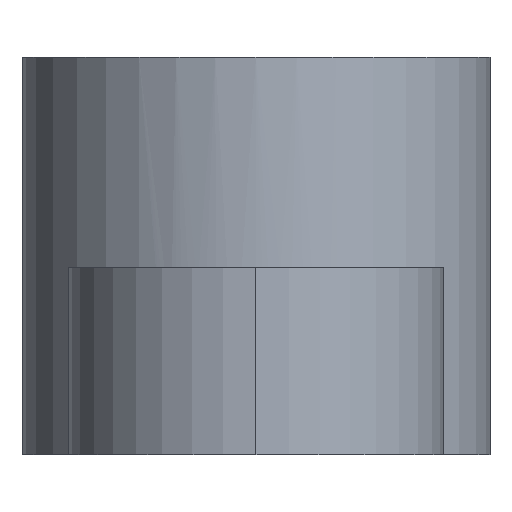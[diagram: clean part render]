
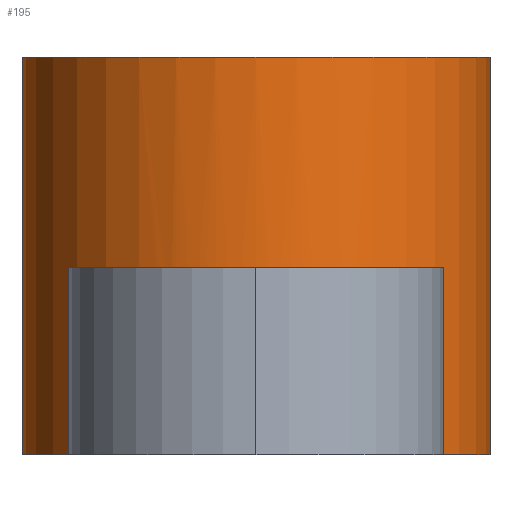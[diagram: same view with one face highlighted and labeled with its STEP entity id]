
A CAD part, left-side view. The second image highlights one B-rep face of the part: STEP entity #195.
In plain terms, the highlighted cylindrical face has radius 5 mm (diameter 10 mm), a full revolution.
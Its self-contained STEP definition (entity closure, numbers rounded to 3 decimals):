
#34=FACE_OUTER_BOUND('',#45,.T.);
#45=EDGE_LOOP('',(#146,#147,#148,#149,#150,#151,#152,#153));
#58=B_SPLINE_CURVE_WITH_KNOTS('',3,(#350,#351,#352,#353,#354,#355,#356,
#357,#358,#359),.UNSPECIFIED.,.F.,.F.,(4,2,2,2,4),(0.61,0.686,
0.763,0.839,0.915),.UNSPECIFIED.);
#59=B_SPLINE_CURVE_WITH_KNOTS('',3,(#361,#362,#363,#364,#365,#366,#367,
#368,#369,#370),.UNSPECIFIED.,.F.,.F.,(4,2,2,2,4),(0.305,0.381,
0.458,0.534,0.61),.UNSPECIFIED.);
#60=B_SPLINE_CURVE_WITH_KNOTS('',3,(#372,#373,#374,#375,#376,#377,#378,
#379,#380,#381,#382,#383,#384,#385,#386,#387,#388,#389,#390),
 .UNSPECIFIED.,.F.,.F.,(4,2,2,2,3,2,2,2,4),(0.915,0.992,
1.068,1.144,1.22,1.297,1.373,
1.449,1.525),.UNSPECIFIED.);
#67=CIRCLE('',#231,5.);
#68=CIRCLE('',#232,5.);
#69=CIRCLE('',#233,5.);
#80=LINE('',#348,#88);
#88=VECTOR('',#273,5.);
#99=VERTEX_POINT('',#343);
#100=VERTEX_POINT('',#344);
#101=VERTEX_POINT('',#347);
#102=VERTEX_POINT('',#349);
#103=VERTEX_POINT('',#360);
#118=EDGE_CURVE('',#99,#100,#67,.T.);
#119=EDGE_CURVE('',#100,#99,#68,.T.);
#120=EDGE_CURVE('',#100,#101,#80,.T.);
#121=EDGE_CURVE('',#102,#101,#58,.T.);
#122=EDGE_CURVE('',#103,#102,#59,.T.);
#123=EDGE_CURVE('',#103,#103,#69,.T.);
#124=EDGE_CURVE('',#101,#103,#60,.T.);
#146=ORIENTED_EDGE('',*,*,#118,.F.);
#147=ORIENTED_EDGE('',*,*,#119,.F.);
#148=ORIENTED_EDGE('',*,*,#120,.T.);
#149=ORIENTED_EDGE('',*,*,#121,.F.);
#150=ORIENTED_EDGE('',*,*,#122,.F.);
#151=ORIENTED_EDGE('',*,*,#123,.F.);
#152=ORIENTED_EDGE('',*,*,#124,.F.);
#153=ORIENTED_EDGE('',*,*,#120,.F.);
#188=CYLINDRICAL_SURFACE('',#230,5.);
#195=ADVANCED_FACE('',(#34),#188,.T.);
#230=AXIS2_PLACEMENT_3D('',#342,#267,#268);
#231=AXIS2_PLACEMENT_3D('',#345,#269,#270);
#232=AXIS2_PLACEMENT_3D('',#346,#271,#272);
#233=AXIS2_PLACEMENT_3D('',#371,#274,#275);
#267=DIRECTION('center_axis',(0.,0.,1.));
#268=DIRECTION('ref_axis',(1.,0.,0.));
#269=DIRECTION('center_axis',(0.,0.,1.));
#270=DIRECTION('ref_axis',(1.,0.,0.));
#271=DIRECTION('center_axis',(0.,0.,1.));
#272=DIRECTION('ref_axis',(1.,0.,0.));
#273=DIRECTION('',(0.,0.,-1.));
#274=DIRECTION('center_axis',(0.,0.,-1.));
#275=DIRECTION('ref_axis',(1.,0.,0.));
#342=CARTESIAN_POINT('Origin',(89.983,0.,2.));
#343=CARTESIAN_POINT('',(94.983,0.,6.5));
#344=CARTESIAN_POINT('',(84.983,0.,6.5));
#345=CARTESIAN_POINT('Origin',(89.983,0.,6.5));
#346=CARTESIAN_POINT('Origin',(89.983,0.,6.5));
#347=CARTESIAN_POINT('',(84.983,0.,2.));
#348=CARTESIAN_POINT('',(84.983,0.,2.));
#349=CARTESIAN_POINT('',(85.4,-2.,0.));
#350=CARTESIAN_POINT('Ctrl Pts',(85.4,-2.,0.));
#351=CARTESIAN_POINT('Ctrl Pts',(85.4,-2.,0.254));
#352=CARTESIAN_POINT('Ctrl Pts',(85.377,-1.949,0.523));
#353=CARTESIAN_POINT('Ctrl Pts',(85.295,-1.744,1.015));
#354=CARTESIAN_POINT('Ctrl Pts',(85.239,-1.59,1.238));
#355=CARTESIAN_POINT('Ctrl Pts',(85.135,-1.238,1.59));
#356=CARTESIAN_POINT('Ctrl Pts',(85.08,-1.015,1.744));
#357=CARTESIAN_POINT('Ctrl Pts',(85.004,-0.523,1.949));
#358=CARTESIAN_POINT('Ctrl Pts',(84.983,-0.254,2.));
#359=CARTESIAN_POINT('Ctrl Pts',(84.983,0.,
2.));
#360=CARTESIAN_POINT('',(84.983,0.,-2.));
#361=CARTESIAN_POINT('Ctrl Pts',(84.983,0.,
-2.));
#362=CARTESIAN_POINT('Ctrl Pts',(84.983,-0.254,-2.));
#363=CARTESIAN_POINT('Ctrl Pts',(85.004,-0.523,-1.949));
#364=CARTESIAN_POINT('Ctrl Pts',(85.08,-1.015,-1.744));
#365=CARTESIAN_POINT('Ctrl Pts',(85.135,-1.238,-1.59));
#366=CARTESIAN_POINT('Ctrl Pts',(85.239,-1.59,-1.238));
#367=CARTESIAN_POINT('Ctrl Pts',(85.295,-1.744,-1.015));
#368=CARTESIAN_POINT('Ctrl Pts',(85.377,-1.949,-0.523));
#369=CARTESIAN_POINT('Ctrl Pts',(85.4,-2.,-0.254));
#370=CARTESIAN_POINT('Ctrl Pts',(85.4,-2.,0.));
#371=CARTESIAN_POINT('Origin',(89.983,0.,-2.));
#372=CARTESIAN_POINT('Ctrl Pts',(84.983,0.,
2.));
#373=CARTESIAN_POINT('Ctrl Pts',(84.983,0.254,2.));
#374=CARTESIAN_POINT('Ctrl Pts',(85.004,0.523,1.949));
#375=CARTESIAN_POINT('Ctrl Pts',(85.08,1.015,1.744));
#376=CARTESIAN_POINT('Ctrl Pts',(85.135,1.238,1.59));
#377=CARTESIAN_POINT('Ctrl Pts',(85.239,1.59,1.238));
#378=CARTESIAN_POINT('Ctrl Pts',(85.295,1.744,1.015));
#379=CARTESIAN_POINT('Ctrl Pts',(85.377,1.949,0.523));
#380=CARTESIAN_POINT('Ctrl Pts',(85.4,2.,0.254));
#381=CARTESIAN_POINT('Ctrl Pts',(85.4,2.,0.));
#382=CARTESIAN_POINT('Ctrl Pts',(85.4,2.,-0.254));
#383=CARTESIAN_POINT('Ctrl Pts',(85.377,1.949,-0.523));
#384=CARTESIAN_POINT('Ctrl Pts',(85.295,1.744,-1.015));
#385=CARTESIAN_POINT('Ctrl Pts',(85.239,1.59,-1.238));
#386=CARTESIAN_POINT('Ctrl Pts',(85.135,1.238,-1.59));
#387=CARTESIAN_POINT('Ctrl Pts',(85.08,1.015,-1.744));
#388=CARTESIAN_POINT('Ctrl Pts',(85.004,0.523,-1.949));
#389=CARTESIAN_POINT('Ctrl Pts',(84.983,0.254,-2.));
#390=CARTESIAN_POINT('Ctrl Pts',(84.983,0.,
-2.));
